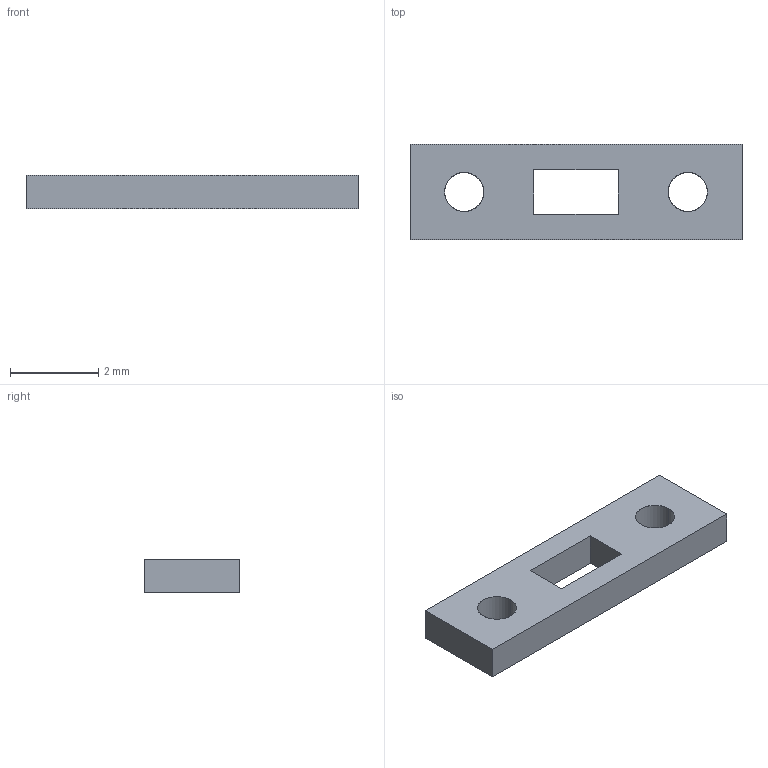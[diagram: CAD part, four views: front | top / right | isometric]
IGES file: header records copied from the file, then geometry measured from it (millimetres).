
Start section: SolidWorks IGES file using analytic representation for surfaces
Global section: file name: 360-200 (36-38).IGS; native system: SolidWorks 2012; preprocessor: SolidWorks 2012; author: awright; date: 120710.111737; units: inch
Bounding box: 7.54 x 2.16 x 0.76 mm (x, y, z)
Surface area: 49.7 mm2 (no closed solid volume)
Topology: 0 solids, 0 shells, 14 faces, 128 edges, 128 vertices
Faces by surface type: bspline 10, revolution 4
